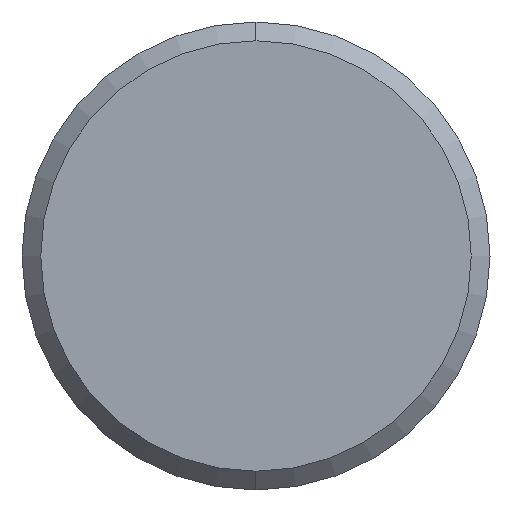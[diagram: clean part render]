
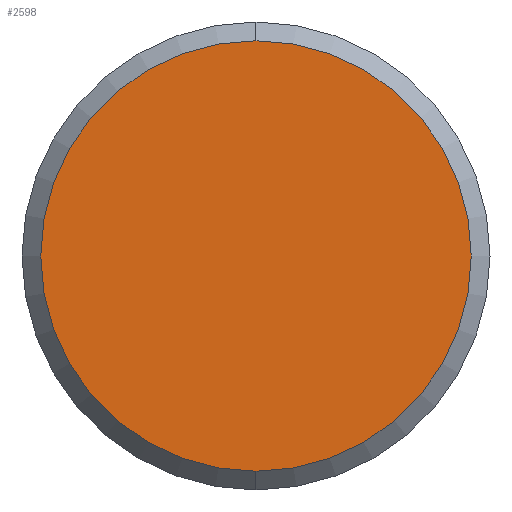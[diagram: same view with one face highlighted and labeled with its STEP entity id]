
A CAD part, left-side view. The second image highlights one B-rep face of the part: STEP entity #2598.
In plain terms, the highlighted planar face has unit normal (-1, 0, 0).
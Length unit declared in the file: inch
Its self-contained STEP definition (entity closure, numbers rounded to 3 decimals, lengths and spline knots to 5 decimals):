
#41 = DIRECTION ( 'NONE',  ( 0., 0., -1. ) ) ;
#123 = DIRECTION ( 'NONE',  ( 1., 0., 0. ) ) ;
#172 = VERTEX_POINT ( 'NONE', #2059 ) ;
#403 = DIRECTION ( 'NONE',  ( 0., 0., -1. ) ) ;
#520 = VERTEX_POINT ( 'NONE', #1037 ) ;
#831 = DIRECTION ( 'NONE',  ( -1., 0., 0. ) ) ;
#889 = CIRCLE ( 'NONE', #1798, 0.11485 ) ;
#1037 = CARTESIAN_POINT ( 'NONE',  ( 0., 0., -0.11485 ) ) ;
#1051 = CARTESIAN_POINT ( 'NONE',  ( 0., 0., 0. ) ) ;
#1091 = PLANE ( 'NONE',  #2341 ) ;
#1154 = DIRECTION ( 'NONE',  ( 0., 0., -1. ) ) ;
#1638 = CARTESIAN_POINT ( 'NONE',  ( 0., 0., 0. ) ) ;
#1672 = DIRECTION ( 'NONE',  ( -1., 0., 0. ) ) ;
#1724 = CARTESIAN_POINT ( 'NONE',  ( 0., 0., 0. ) ) ;
#1740 = ORIENTED_EDGE ( 'NONE', *, *, #2449, .T. ) ;
#1798 = AXIS2_PLACEMENT_3D ( 'NONE', #1051, #1672, #41 ) ;
#1864 = EDGE_CURVE ( 'NONE', #172, #520, #1954, .T. ) ;
#1921 = FACE_OUTER_BOUND ( 'NONE', #2324, .T. ) ;
#1954 = CIRCLE ( 'NONE', #2430, 0.11485 ) ;
#1987 = ORIENTED_EDGE ( 'NONE', *, *, #1864, .T. ) ;
#2059 = CARTESIAN_POINT ( 'NONE',  ( 0., 0., 0.11485 ) ) ;
#2324 = EDGE_LOOP ( 'NONE', ( #1740, #1987 ) ) ;
#2341 = AXIS2_PLACEMENT_3D ( 'NONE', #1724, #123, #1154 ) ;
#2430 = AXIS2_PLACEMENT_3D ( 'NONE', #1638, #831, #403 ) ;
#2449 = EDGE_CURVE ( 'NONE', #520, #172, #889, .T. ) ;
#2598 = ADVANCED_FACE ( 'NONE', ( #1921 ), #1091, .F. ) ;
